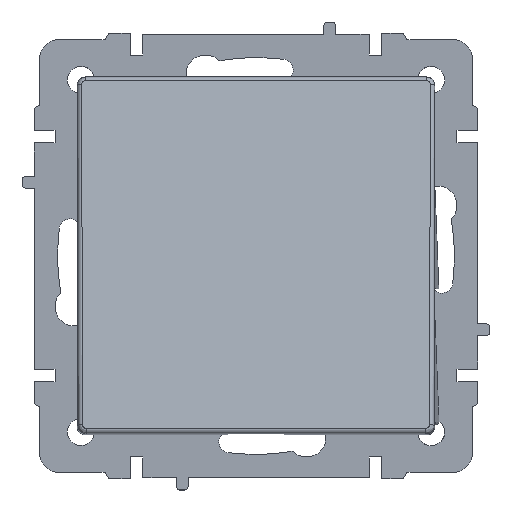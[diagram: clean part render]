
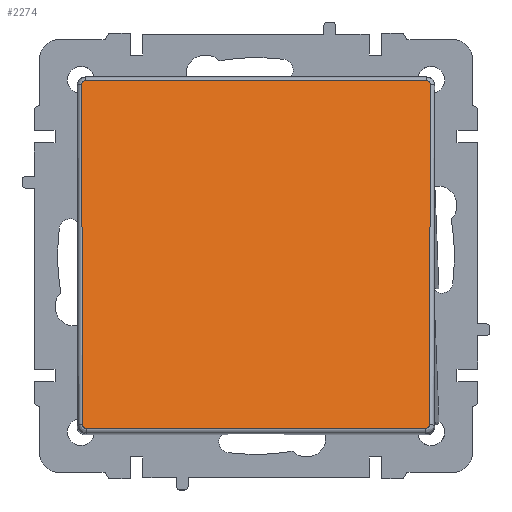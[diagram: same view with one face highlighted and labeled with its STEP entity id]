
A CAD part, top view. The second image highlights one B-rep face of the part: STEP entity #2274.
In plain terms, the highlighted planar face has unit normal (0, 0.227, 0.974).
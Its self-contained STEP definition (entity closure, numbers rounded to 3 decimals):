
#277 = CARTESIAN_POINT ( 'NONE',  ( 50.997, 6.961, 22.789 ) ) ;
#482 = CARTESIAN_POINT ( 'NONE',  ( 51.598, 7.56, 22.65 ) ) ;
#514 = EDGE_CURVE ( 'NONE', #13069, #24974, #22054, .T. ) ;
#524 = CARTESIAN_POINT ( 'NONE',  ( 51.188, 62.264, 9.93 ) ) ;
#548 = CARTESIAN_POINT ( 'NONE',  ( -3.363, 7.08, 22.762 ) ) ;
#658 = CARTESIAN_POINT ( 'NONE',  ( 51.148, 62.268, 9.929 ) ) ;
#1130 = CARTESIAN_POINT ( 'NONE',  ( -3.076, 6.965, 22.788 ) ) ;
#1190 = ORIENTED_EDGE ( 'NONE', *, *, #3282, .T. ) ;
#1877 = CARTESIAN_POINT ( 'NONE',  ( 24., 62.268, 9.929 ) ) ;
#2075 = DIRECTION ( 'NONE',  ( 1., 0., 0. ) ) ;
#2274 = ADVANCED_FACE ( 'NONE', ( #17443 ), #3833, .T. ) ;
#2549 = CARTESIAN_POINT ( 'NONE',  ( -3.708, 61.667, 10.069 ) ) ;
#2705 = CARTESIAN_POINT ( 'NONE',  ( 51.474, 62.149, 9.957 ) ) ;
#2983 = LINE ( 'NONE', #18348, #5662 ) ;
#3016 = CARTESIAN_POINT ( 'NONE',  ( -3.598, 7.492, 22.666 ) ) ;
#3282 = EDGE_CURVE ( 'NONE', #13192, #4586, #16062, .T. ) ;
#3404 = CARTESIAN_POINT ( 'NONE',  ( 51.708, 61.667, 10.069 ) ) ;
#3584 = ORIENTED_EDGE ( 'NONE', *, *, #21875, .T. ) ;
#3592 = CARTESIAN_POINT ( 'NONE',  ( -3.366, 62.214, 9.941 ) ) ;
#3701 = CARTESIAN_POINT ( 'NONE',  ( 51.537, 7.289, 22.713 ) ) ;
#3833 = PLANE ( 'NONE',  #24920 ) ;
#4001 = EDGE_CURVE ( 'NONE', #19193, #13069, #19537, .T. ) ;
#4170 = CARTESIAN_POINT ( 'NONE',  ( -3.708, 61.667, 10.069 ) ) ;
#4586 = VERTEX_POINT ( 'NONE', #23118 ) ;
#4960 = DIRECTION ( 'NONE',  ( 0.002, -0.974, 0.226 ) ) ;
#5311 = CARTESIAN_POINT ( 'NONE',  ( 51.696, 61.805, 10.037 ) ) ;
#5662 = VECTOR ( 'NONE', #14288, 1000. ) ;
#5859 = CARTESIAN_POINT ( 'NONE',  ( 51.314, 7.047, 22.769 ) ) ;
#6028 = CARTESIAN_POINT ( 'NONE',  ( -3.673, 61.88, 10.019 ) ) ;
#6169 = CARTESIAN_POINT ( 'NONE',  ( -3.702, 61.767, 10.045 ) ) ;
#6458 = EDGE_CURVE ( 'NONE', #9519, #19193, #14597, .T. ) ;
#7289 = EDGE_CURVE ( 'NONE', #24974, #13192, #18429, .T. ) ;
#7482 = CARTESIAN_POINT ( 'NONE',  ( 51.653, 34.613, 16.359 ) ) ;
#8364 = ORIENTED_EDGE ( 'NONE', *, *, #4001, .T. ) ;
#8479 = CARTESIAN_POINT ( 'NONE',  ( 51.598, 7.56, 22.65 ) ) ;
#8883 = CARTESIAN_POINT ( 'NONE',  ( 51.592, 7.463, 22.673 ) ) ;
#9382 = CARTESIAN_POINT ( 'NONE',  ( -3.245, 7.011, 22.778 ) ) ;
#9512 = CARTESIAN_POINT ( 'NONE',  ( -3.109, 62.268, 9.929 ) ) ;
#9519 = VERTEX_POINT ( 'NONE', #3404 ) ;
#9672 = CARTESIAN_POINT ( 'NONE',  ( -2.997, 6.961, 22.789 ) ) ;
#10265 = DIRECTION ( 'NONE',  ( -1., 0., 0. ) ) ;
#10330 = CARTESIAN_POINT ( 'NONE',  ( 50.997, 6.961, 22.789 ) ) ;
#10514 = CARTESIAN_POINT ( 'NONE',  ( -3.242, 62.257, 9.932 ) ) ;
#10610 = CARTESIAN_POINT ( 'NONE',  ( -3.598, 7.56, 22.65 ) ) ;
#10618 = CARTESIAN_POINT ( 'NONE',  ( 51.063, 6.961, 22.789 ) ) ;
#11038 = EDGE_CURVE ( 'NONE', #4586, #21437, #2983, .T. ) ;
#11475 = CARTESIAN_POINT ( 'NONE',  ( 51.564, 7.351, 22.699 ) ) ;
#11644 = CARTESIAN_POINT ( 'NONE',  ( 51.527, 62.103, 9.967 ) ) ;
#11717 = CARTESIAN_POINT ( 'NONE',  ( -3.653, 34.613, 16.359 ) ) ;
#11819 = CARTESIAN_POINT ( 'NONE',  ( -3.18, 6.986, 22.784 ) ) ;
#11942 = VECTOR ( 'NONE', #4960, 1000. ) ;
#11975 = CARTESIAN_POINT ( 'NONE',  ( -3.586, 7.422, 22.682 ) ) ;
#12105 = CARTESIAN_POINT ( 'NONE',  ( -3.417, 7.126, 22.751 ) ) ;
#12617 = B_SPLINE_CURVE_WITH_KNOTS ( 'NONE', 3,
 ( #10330, #10618, #19761, #28655, #5859, #14696, #23542, #3701, #11475, #8883, #24415, #482 ),
 .UNSPECIFIED., .F., .F.,
 ( 4, 2, 2, 2, 2, 4 ),
 ( 0., 0.209, 0.417, 0.628, 0.844, 1. ),
 .UNSPECIFIED. ) ;
#12838 = CARTESIAN_POINT ( 'NONE',  ( -3.573, 62.053, 9.979 ) ) ;
#13069 = VERTEX_POINT ( 'NONE', #9512 ) ;
#13192 = VERTEX_POINT ( 'NONE', #10610 ) ;
#13985 = CARTESIAN_POINT ( 'NONE',  ( 51.109, 62.268, 9.929 ) ) ;
#13988 = LINE ( 'NONE', #7482, #15625 ) ;
#14288 = DIRECTION ( 'NONE',  ( 1., 0., 0. ) ) ;
#14597 = B_SPLINE_CURVE_WITH_KNOTS ( 'NONE', 3,
 ( #16456, #27221, #5311, #22819, #24736, #11644, #2705, #20661, #22976, #524, #658, #13985 ),
 .UNSPECIFIED., .F., .F.,
 ( 4, 2, 2, 2, 2, 4 ),
 ( 0., 0.223, 0.445, 0.665, 0.878, 1. ),
 .UNSPECIFIED. ) ;
#14642 = VERTEX_POINT ( 'NONE', #8479 ) ;
#14696 = CARTESIAN_POINT ( 'NONE',  ( 51.418, 7.128, 22.751 ) ) ;
#15161 = CARTESIAN_POINT ( 'NONE',  ( -3.109, 62.268, 9.929 ) ) ;
#15268 = CARTESIAN_POINT ( 'NONE',  ( -4.743, 62.805, 9.804 ) ) ;
#15279 = ORIENTED_EDGE ( 'NONE', *, *, #7289, .T. ) ;
#15625 = VECTOR ( 'NONE', #22545, 1000. ) ;
#16062 = B_SPLINE_CURVE_WITH_KNOTS ( 'NONE', 3,
 ( #27389, #3016, #11975, #20964, #20393, #12105, #548, #9382, #11819, #1130, #20693, #9672 ),
 .UNSPECIFIED., .F., .F.,
 ( 4, 2, 2, 2, 2, 4 ),
 ( 0., 0.222, 0.444, 0.663, 0.878, 1. ),
 .UNSPECIFIED. ) ;
#16456 = CARTESIAN_POINT ( 'NONE',  ( 51.708, 61.667, 10.069 ) ) ;
#16883 = CARTESIAN_POINT ( 'NONE',  ( -3.646, 61.943, 10.005 ) ) ;
#17443 = FACE_OUTER_BOUND ( 'NONE', #21669, .T. ) ;
#17968 = EDGE_CURVE ( 'NONE', #21437, #14642, #12617, .T. ) ;
#18133 = ORIENTED_EDGE ( 'NONE', *, *, #514, .T. ) ;
#18348 = CARTESIAN_POINT ( 'NONE',  ( 24., 6.961, 22.789 ) ) ;
#18429 = LINE ( 'NONE', #11717, #11942 ) ;
#18679 = VECTOR ( 'NONE', #10265, 1000. ) ;
#19193 = VERTEX_POINT ( 'NONE', #20361 ) ;
#19355 = CARTESIAN_POINT ( 'NONE',  ( -3.528, 62.102, 9.968 ) ) ;
#19537 = LINE ( 'NONE', #1877, #18679 ) ;
#19761 = CARTESIAN_POINT ( 'NONE',  ( 51.13, 6.973, 22.787 ) ) ;
#19990 = ORIENTED_EDGE ( 'NONE', *, *, #11038, .T. ) ;
#20361 = CARTESIAN_POINT ( 'NONE',  ( 51.109, 62.268, 9.929 ) ) ;
#20393 = CARTESIAN_POINT ( 'NONE',  ( -3.504, 7.232, 22.726 ) ) ;
#20661 = CARTESIAN_POINT ( 'NONE',  ( 51.357, 62.219, 9.941 ) ) ;
#20693 = CARTESIAN_POINT ( 'NONE',  ( -3.036, 6.961, 22.789 ) ) ;
#20964 = CARTESIAN_POINT ( 'NONE',  ( -3.539, 7.293, 22.712 ) ) ;
#21437 = VERTEX_POINT ( 'NONE', #277 ) ;
#21479 = ORIENTED_EDGE ( 'NONE', *, *, #17968, .T. ) ;
#21669 = EDGE_LOOP ( 'NONE', ( #15279, #1190, #19990, #21479, #3584, #25435, #8364, #18133 ) ) ;
#21875 = EDGE_CURVE ( 'NONE', #14642, #9519, #13988, .T. ) ;
#22054 = B_SPLINE_CURVE_WITH_KNOTS ( 'NONE', 3,
 ( #15161, #28370, #10514, #3592, #23707, #19355, #12838, #16883, #6028, #6169, #25751, #4170 ),
 .UNSPECIFIED., .F., .F.,
 ( 4, 2, 2, 2, 2, 4 ),
 ( 0., 0.207, 0.415, 0.624, 0.839, 1. ),
 .UNSPECIFIED. ) ;
#22545 = DIRECTION ( 'NONE',  ( 0.002, 0.974, -0.226 ) ) ;
#22819 = CARTESIAN_POINT ( 'NONE',  ( 51.65, 61.935, 10.006 ) ) ;
#22976 = CARTESIAN_POINT ( 'NONE',  ( 51.292, 62.243, 9.935 ) ) ;
#23118 = CARTESIAN_POINT ( 'NONE',  ( -2.997, 6.961, 22.789 ) ) ;
#23542 = CARTESIAN_POINT ( 'NONE',  ( 51.464, 7.178, 22.739 ) ) ;
#23707 = CARTESIAN_POINT ( 'NONE',  ( -3.425, 62.182, 9.949 ) ) ;
#24108 = DIRECTION ( 'NONE',  ( 0., 0.226, 0.974 ) ) ;
#24415 = CARTESIAN_POINT ( 'NONE',  ( 51.598, 7.512, 22.661 ) ) ;
#24736 = CARTESIAN_POINT ( 'NONE',  ( 51.615, 61.997, 9.992 ) ) ;
#24920 = AXIS2_PLACEMENT_3D ( 'NONE', #15268, #24108, #2075 ) ;
#24974 = VERTEX_POINT ( 'NONE', #2549 ) ;
#25435 = ORIENTED_EDGE ( 'NONE', *, *, #6458, .T. ) ;
#25751 = CARTESIAN_POINT ( 'NONE',  ( -3.708, 61.717, 10.057 ) ) ;
#27221 = CARTESIAN_POINT ( 'NONE',  ( 51.708, 61.735, 10.053 ) ) ;
#27389 = CARTESIAN_POINT ( 'NONE',  ( -3.598, 7.56, 22.65 ) ) ;
#28370 = CARTESIAN_POINT ( 'NONE',  ( -3.175, 62.268, 9.929 ) ) ;
#28655 = CARTESIAN_POINT ( 'NONE',  ( 51.255, 7.015, 22.777 ) ) ;
